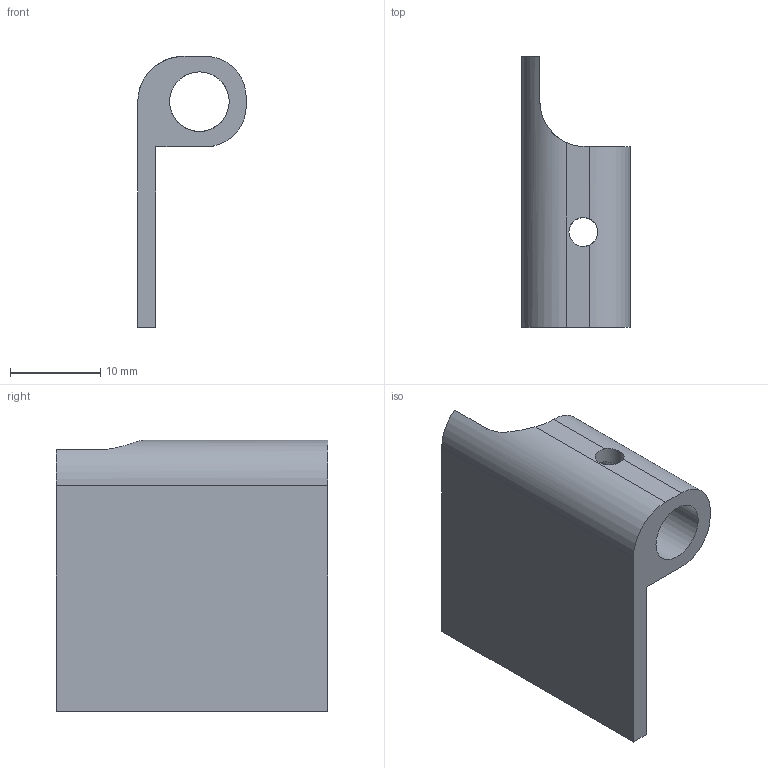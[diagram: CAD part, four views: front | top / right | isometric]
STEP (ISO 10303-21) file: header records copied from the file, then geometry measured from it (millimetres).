
FILE_DESCRIPTION(/* description */ (''),/* implementation_level */ '2;1');
FILE_NAME(/* name */ 'ltfcplate.step',/* time_stamp */ '2020-10-16T09:57:21+02:00',/* author */ (''),/* organization */ (''),/* preprocessor_version */ 'ST-DEVELOPER v18.1',/* originating_system */ 'Autodesk Translation Framework v9.3.0.1241',/* authorisation */ '');
FILE_SCHEMA (('AUTOMOTIVE_DESIGN { 1 0 10303 214 3 1 1 }'));
Length unit declared in the file: millimetre
Products named in the file (1): ltfcplate
Bounding box: 12 x 30 x 30 mm (x, y, z)
Volume: 2806.8 mm3; surface area: 2808.3 mm2
Topology: 1 solids, 1 shells, 16 faces, 51 edges, 34 vertices
Faces by surface type: plane 9, cylinder 7
Full cylindrical faces by diameter (mm): 3.2 x2, 6.6 x1
Entity records: 733 total; most frequent: CARTESIAN_POINT 228, ORIENTED_EDGE 102, DIRECTION 92, EDGE_CURVE 51, VERTEX_POINT 34, AXIS2_PLACEMENT_3D 31, LINE 30, VECTOR 30
